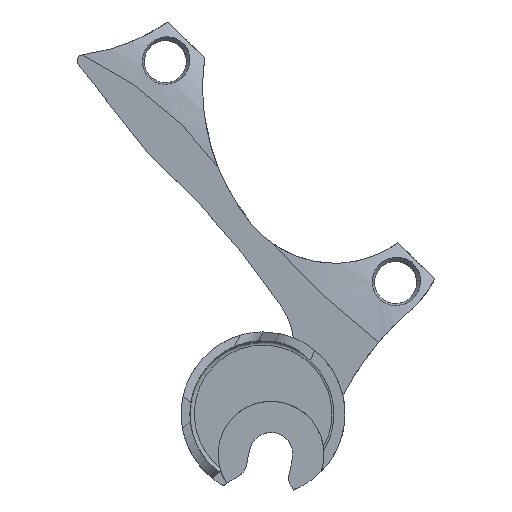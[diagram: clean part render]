
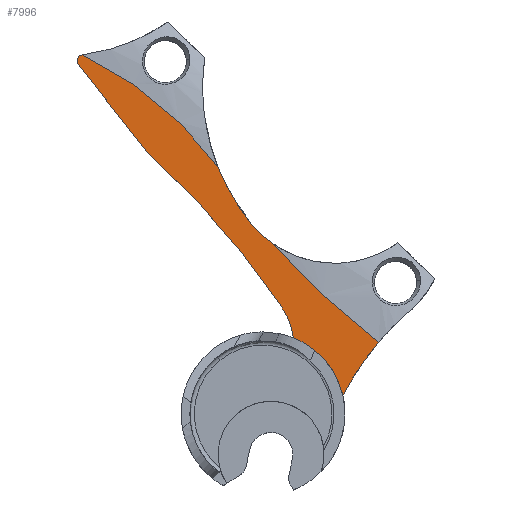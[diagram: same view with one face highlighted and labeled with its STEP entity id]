
A CAD part, top view. The second image highlights one B-rep face of the part: STEP entity #7996.
In plain terms, the highlighted face is planar.
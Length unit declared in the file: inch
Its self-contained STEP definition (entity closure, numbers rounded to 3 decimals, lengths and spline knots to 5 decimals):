
#215 = EDGE_CURVE ( 'NONE', #1441, #3159, #2429, .T. ) ;
#996 = CARTESIAN_POINT ( 'NONE',  ( -0.65886, 1.28187, -0.16929 ) ) ;
#1365 = B_SPLINE_CURVE_WITH_KNOTS ( 'NONE', 3,
 ( #3156, #996, #8676, #2480 ),
 .UNSPECIFIED., .F., .F.,
 ( 4, 4 ),
 ( 0.04142, 0.37409 ),
 .UNSPECIFIED. ) ;
#1416 = CARTESIAN_POINT ( 'NONE',  ( 1.65217, 3.6925, -0.16929 ) ) ;
#1441 = VERTEX_POINT ( 'NONE', #5696 ) ;
#1920 = DIRECTION ( 'NONE',  ( 1., 0., 0. ) ) ;
#1986 = CARTESIAN_POINT ( 'NONE',  ( -2.91895, -0.69515, -0.16929 ) ) ;
#2052 = CARTESIAN_POINT ( 'NONE',  ( 1.08102, 2.79598, -0.16929 ) ) ;
#2313 = CIRCLE ( 'NONE', #7374, 0.75 ) ;
#2424 = ORIENTED_EDGE ( 'NONE', *, *, #5680, .F. ) ;
#2429 = CIRCLE ( 'NONE', #8496, 7.87402 ) ;
#2480 = CARTESIAN_POINT ( 'NONE',  ( -0.05286, 1.93071, -0.16929 ) ) ;
#2525 = PLANE ( 'NONE',  #6326 ) ;
#2540 = ORIENTED_EDGE ( 'NONE', *, *, #8170, .T. ) ;
#2809 = EDGE_CURVE ( 'NONE', #5856, #7750, #4325, .T. ) ;
#3033 = AXIS2_PLACEMENT_3D ( 'NONE', #5893, #3270, #1920 ) ;
#3133 = EDGE_CURVE ( 'NONE', #4001, #1441, #8079, .T. ) ;
#3156 = CARTESIAN_POINT ( 'NONE',  ( -1.00624, 1.00494, -0.16929 ) ) ;
#3159 = VERTEX_POINT ( 'NONE', #2052 ) ;
#3268 = CARTESIAN_POINT ( 'NONE',  ( 1.65217, 3.6925, -0.16929 ) ) ;
#3270 = DIRECTION ( 'NONE',  ( 0., 0., -1. ) ) ;
#3413 = ORIENTED_EDGE ( 'NONE', *, *, #7600, .T. ) ;
#3436 = CIRCLE ( 'NONE', #5450, 2.55906 ) ;
#3530 = CARTESIAN_POINT ( 'NONE',  ( 0.13337, 2.11146, -0.16929 ) ) ;
#3934 = DIRECTION ( 'NONE',  ( 0., 0., 1. ) ) ;
#4001 = VERTEX_POINT ( 'NONE', #8275 ) ;
#4042 = CARTESIAN_POINT ( 'NONE',  ( 0.74533, 3.08949, -0.16929 ) ) ;
#4063 = LINE ( 'NONE', #7418, #7758 ) ;
#4325 = CIRCLE ( 'NONE', #6790, 0.98425 ) ;
#4440 = DIRECTION ( 'NONE',  ( 0., 0., -1. ) ) ;
#4478 = CARTESIAN_POINT ( 'NONE',  ( -0.05286, 1.93071, -0.16929 ) ) ;
#4525 = DIRECTION ( 'NONE',  ( 0., 0., -1. ) ) ;
#4612 = DIRECTION ( 'NONE',  ( -1., 0., 0. ) ) ;
#4652 = DIRECTION ( 'NONE',  ( -1., 0., 0. ) ) ;
#4714 = DIRECTION ( 'NONE',  ( 0., 0., 1. ) ) ;
#4735 = DIRECTION ( 'NONE',  ( 0., 0., -1. ) ) ;
#4952 = ORIENTED_EDGE ( 'NONE', *, *, #5731, .T. ) ;
#4987 = ORIENTED_EDGE ( 'NONE', *, *, #215, .F. ) ;
#5057 = CIRCLE ( 'NONE', #5204, 0.05521 ) ;
#5132 = EDGE_CURVE ( 'NONE', #6081, #6788, #5057, .T. ) ;
#5162 = DIRECTION ( 'NONE',  ( -1., 0., 0. ) ) ;
#5204 = AXIS2_PLACEMENT_3D ( 'NONE', #8215, #6644, #6828 ) ;
#5282 = CARTESIAN_POINT ( 'NONE',  ( -0.66369, 2.03777, -0.16929 ) ) ;
#5288 = CARTESIAN_POINT ( 'NONE',  ( 6.4873, -2.92873, -0.16929 ) ) ;
#5450 = AXIS2_PLACEMENT_3D ( 'NONE', #1986, #4735, #4652 ) ;
#5680 = EDGE_CURVE ( 'NONE', #7034, #5856, #6510, .T. ) ;
#5696 = CARTESIAN_POINT ( 'NONE',  ( -0.12433, 1.34753, -0.16929 ) ) ;
#5731 = EDGE_CURVE ( 'NONE', #4001, #8158, #2313, .T. ) ;
#5799 = CARTESIAN_POINT ( 'NONE',  ( -0.63927, 2.72119, -0.16929 ) ) ;
#5856 = VERTEX_POINT ( 'NONE', #3530 ) ;
#5893 = CARTESIAN_POINT ( 'NONE',  ( -1.41191, 3.33093, -0.16929 ) ) ;
#6081 = VERTEX_POINT ( 'NONE', #7055 ) ;
#6099 = ORIENTED_EDGE ( 'NONE', *, *, #5132, .F. ) ;
#6194 = CARTESIAN_POINT ( 'NONE',  ( -1.00624, 1.00494, -0.16929 ) ) ;
#6203 = ORIENTED_EDGE ( 'NONE', *, *, #7897, .F. ) ;
#6326 = AXIS2_PLACEMENT_3D ( 'NONE', #5282, #3934, #6700 ) ;
#6510 = CIRCLE ( 'NONE', #3033, 1.9685 ) ;
#6621 = DIRECTION ( 'NONE',  ( 1., 0., 0. ) ) ;
#6644 = DIRECTION ( 'NONE',  ( 0., 0., 1. ) ) ;
#6700 = DIRECTION ( 'NONE',  ( 1., 0., 0. ) ) ;
#6788 = VERTEX_POINT ( 'NONE', #3268 ) ;
#6790 = AXIS2_PLACEMENT_3D ( 'NONE', #5799, #4440, #7735 ) ;
#6828 = DIRECTION ( 'NONE',  ( -1., 0., 0. ) ) ;
#6903 = B_SPLINE_CURVE_WITH_KNOTS ( 'NONE', 3,
 ( #8292, #4042, #8791, #1416 ),
 .UNSPECIFIED., .F., .F.,
 ( 4, 4 ),
 ( 0.59174, 1. ),
 .UNSPECIFIED. ) ;
#6994 = EDGE_LOOP ( 'NONE', ( #7742, #4952, #6203, #3413, #8653, #2424, #2540, #6099, #8136, #4987 ) ) ;
#7034 = VERTEX_POINT ( 'NONE', #8913 ) ;
#7055 = CARTESIAN_POINT ( 'NONE',  ( 1.69021, 3.6044, -0.16929 ) ) ;
#7219 = AXIS2_PLACEMENT_3D ( 'NONE', #7384, #8775, #5162 ) ;
#7374 = AXIS2_PLACEMENT_3D ( 'NONE', #8740, #4714, #6621 ) ;
#7384 = CARTESIAN_POINT ( 'NONE',  ( 0.43766, 0.98405, -0.16929 ) ) ;
#7418 = CARTESIAN_POINT ( 'NONE',  ( 1.08102, 2.79598, -0.16929 ) ) ;
#7501 = DIRECTION ( 'NONE',  ( 0.602, 0.799, 0. ) ) ;
#7600 = EDGE_CURVE ( 'NONE', #8922, #7750, #1365, .T. ) ;
#7735 = DIRECTION ( 'NONE',  ( 1., 0., 0. ) ) ;
#7742 = ORIENTED_EDGE ( 'NONE', *, *, #3133, .F. ) ;
#7750 = VERTEX_POINT ( 'NONE', #4478 ) ;
#7758 = VECTOR ( 'NONE', #7501, 39.37008 ) ;
#7897 = EDGE_CURVE ( 'NONE', #8922, #8158, #3436, .T. ) ;
#7946 = EDGE_CURVE ( 'NONE', #3159, #6081, #4063, .T. ) ;
#7996 = ADVANCED_FACE ( 'NONE', ( #8719 ), #2525, .F. ) ;
#8079 = CIRCLE ( 'NONE', #7219, 0.66929 ) ;
#8136 = ORIENTED_EDGE ( 'NONE', *, *, #7946, .F. ) ;
#8158 = VERTEX_POINT ( 'NONE', #8198 ) ;
#8170 = EDGE_CURVE ( 'NONE', #7034, #6788, #6903, .T. ) ;
#8198 = CARTESIAN_POINT ( 'NONE',  ( -0.66898, 0.52404, -0.16929 ) ) ;
#8215 = CARTESIAN_POINT ( 'NONE',  ( 1.64612, 3.63762, -0.16929 ) ) ;
#8275 = CARTESIAN_POINT ( 'NONE',  ( -0.22715, 1.06144, -0.16929 ) ) ;
#8292 = CARTESIAN_POINT ( 'NONE',  ( 0.43422, 2.6477, -0.16929 ) ) ;
#8496 = AXIS2_PLACEMENT_3D ( 'NONE', #5288, #4525, #4612 ) ;
#8653 = ORIENTED_EDGE ( 'NONE', *, *, #2809, .F. ) ;
#8676 = CARTESIAN_POINT ( 'NONE',  ( -0.33948, 1.59202, -0.16929 ) ) ;
#8719 = FACE_OUTER_BOUND ( 'NONE', #6994, .T. ) ;
#8740 = CARTESIAN_POINT ( 'NONE',  ( 0.06519, 0.37076, -0.16929 ) ) ;
#8775 = DIRECTION ( 'NONE',  ( 0., 0., -1. ) ) ;
#8791 = CARTESIAN_POINT ( 'NONE',  ( 1.16394, 3.44996, -0.16929 ) ) ;
#8913 = CARTESIAN_POINT ( 'NONE',  ( 0.43422, 2.6477, -0.16929 ) ) ;
#8922 = VERTEX_POINT ( 'NONE', #6194 ) ;
